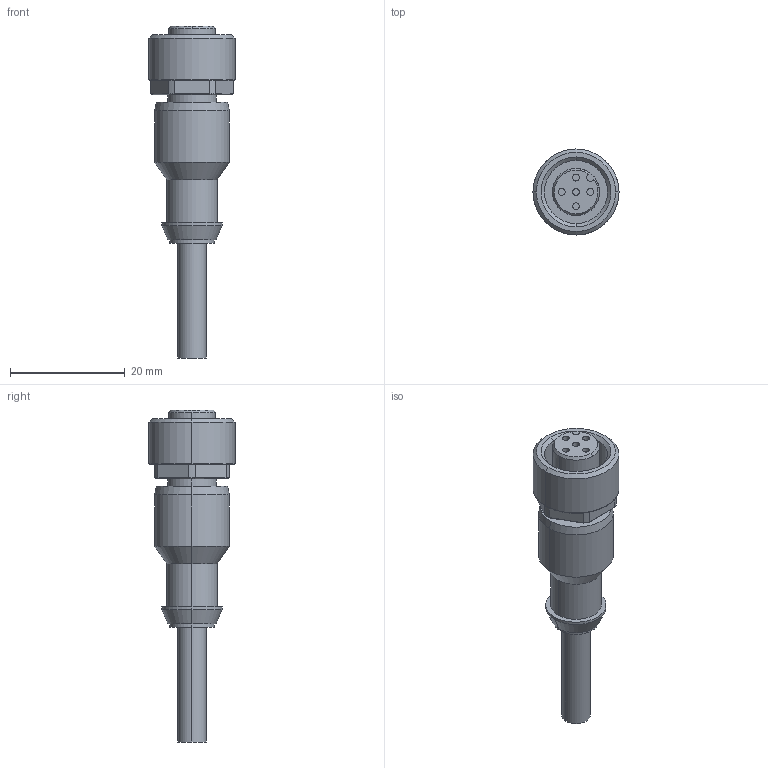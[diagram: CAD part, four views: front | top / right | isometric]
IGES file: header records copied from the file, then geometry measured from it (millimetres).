
Start section: SolidWorks IGES file using analytic representation for surfaces
Global section: file name: YH2A1#-######XLEAX-S260123.IGS; native system: SolidWorks 2016; preprocessor: SolidWorks 2016; author: SYSTEM; date: 190227.220206; units: millimetre
Bounding box: 15 x 15 x 57.9 mm (x, y, z)
Volume: 4311.3 mm3; surface area: 2747.7 mm2
Topology: 1 solids, 1 shells, 89 faces, 200 edges, 126 vertices
Faces by surface type: revolution 57, plane 30, bspline 2
